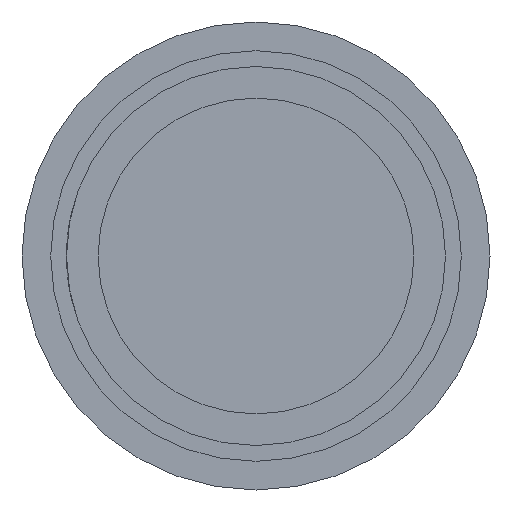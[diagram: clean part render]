
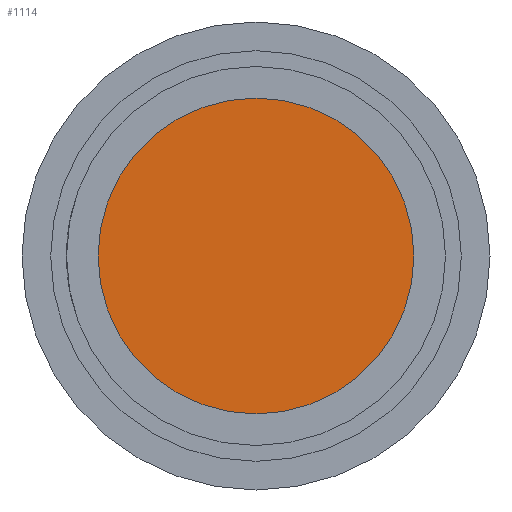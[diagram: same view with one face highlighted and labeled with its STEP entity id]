
A CAD part, front view. The second image highlights one B-rep face of the part: STEP entity #1114.
In plain terms, the highlighted planar face has unit normal (0, -1, 0).
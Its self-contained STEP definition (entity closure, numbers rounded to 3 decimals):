
#47=CARTESIAN_POINT('',(0.,0.,0.));
#48=DIRECTION('',(0.,1.,0.));
#49=DIRECTION('',(1.,0.,0.));
#50=AXIS2_PLACEMENT_3D('',#47,#48,#49);
#52=CARTESIAN_POINT('',(0.,0.,0.));
#53=DIRECTION('',(0.,-1.,0.));
#54=DIRECTION('',(1.,0.,0.));
#55=AXIS2_PLACEMENT_3D('',#52,#53,#54);
#943=CARTESIAN_POINT('',(7.5,0.,0.));
#945=VERTEX_POINT('',#943);
#951=CARTESIAN_POINT('',(-7.5,0.,0.));
#953=VERTEX_POINT('',#951);
#1103=CARTESIAN_POINT('',(0.,0.,0.));
#1104=DIRECTION('',(0.,-1.,0.));
#1105=DIRECTION('',(-1.,0.,0.));
#1106=AXIS2_PLACEMENT_3D('',#1103,#1104,#1105);
#1107=PLANE('',#1106);
#1109=ORIENTED_EDGE('',*,*,#1108,.T.);
#1111=ORIENTED_EDGE('',*,*,#1110,.F.);
#1112=EDGE_LOOP('',(#1109,#1111));
#1113=FACE_OUTER_BOUND('',#1112,.F.);
#1114=ADVANCED_FACE('',(#1113),#1107,.T.);
#51=CIRCLE('',#50,7.5);
#56=CIRCLE('',#55,7.5);
#1108=EDGE_CURVE('',#945,#953,#51,.T.);
#1110=EDGE_CURVE('',#945,#953,#56,.T.);
